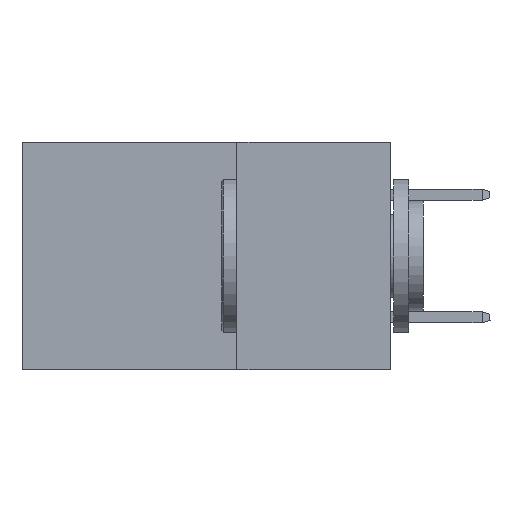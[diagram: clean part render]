
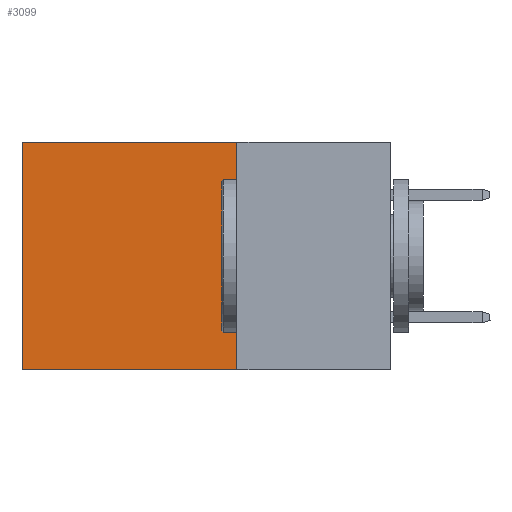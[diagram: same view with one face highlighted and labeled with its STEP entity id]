
A CAD part, left-side view. The second image highlights one B-rep face of the part: STEP entity #3099.
In plain terms, the highlighted planar face has unit normal (-1, 0, 0).
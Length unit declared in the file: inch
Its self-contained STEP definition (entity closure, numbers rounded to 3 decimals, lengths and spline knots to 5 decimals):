
#588 = CARTESIAN_POINT ( 'NONE',  ( 0.2875, 0.25, 0. ) ) ;
#1571 = VERTEX_POINT ( 'NONE', #16572 ) ;
#2199 = CARTESIAN_POINT ( 'NONE',  ( 0.2875, 0.25, 0. ) ) ;
#2361 = ORIENTED_EDGE ( 'NONE', *, *, #7837, .F. ) ;
#2847 = ORIENTED_EDGE ( 'NONE', *, *, #13320, .T. ) ;
#2867 = VECTOR ( 'NONE', #5440, 39.37008 ) ;
#3099 = ADVANCED_FACE ( 'NONE', ( #19615 ), #20589, .F. ) ;
#3774 = EDGE_CURVE ( 'NONE', #14080, #6024, #26334, .T. ) ;
#5440 = DIRECTION ( 'NONE',  ( 0., 0., -1. ) ) ;
#6024 = VERTEX_POINT ( 'NONE', #17013 ) ;
#7837 = EDGE_CURVE ( 'NONE', #16759, #14080, #24637, .T. ) ;
#8346 = LINE ( 'NONE', #24038, #2867 ) ;
#11329 = EDGE_LOOP ( 'NONE', ( #2847, #25124, #2361, #19607 ) ) ;
#12171 = DIRECTION ( 'NONE',  ( 1., 0., 0. ) ) ;
#13320 = EDGE_CURVE ( 'NONE', #1571, #6024, #8346, .T. ) ;
#14080 = VERTEX_POINT ( 'NONE', #20932 ) ;
#14926 = DIRECTION ( 'NONE',  ( 0., 1., 0. ) ) ;
#15900 = EDGE_CURVE ( 'NONE', #16759, #1571, #22021, .T. ) ;
#16572 = CARTESIAN_POINT ( 'NONE',  ( 0.2875, 0.6, 0. ) ) ;
#16759 = VERTEX_POINT ( 'NONE', #2199 ) ;
#17013 = CARTESIAN_POINT ( 'NONE',  ( 0.2875, 0.6, -0.37 ) ) ;
#17043 = CARTESIAN_POINT ( 'NONE',  ( 0.2875, 0.25, 0. ) ) ;
#18073 = DIRECTION ( 'NONE',  ( 0., 0., -1. ) ) ;
#19160 = CARTESIAN_POINT ( 'NONE',  ( 0.2875, 0.25, -0.37 ) ) ;
#19607 = ORIENTED_EDGE ( 'NONE', *, *, #15900, .T. ) ;
#19615 = FACE_OUTER_BOUND ( 'NONE', #11329, .T. ) ;
#19858 = VECTOR ( 'NONE', #23654, 39.37008 ) ;
#20589 = PLANE ( 'NONE',  #24009 ) ;
#20872 = VECTOR ( 'NONE', #25871, 39.37008 ) ;
#20932 = CARTESIAN_POINT ( 'NONE',  ( 0.2875, 0.25, -0.37 ) ) ;
#22021 = LINE ( 'NONE', #588, #25526 ) ;
#22211 = CARTESIAN_POINT ( 'NONE',  ( 0.2875, 0.25, 0. ) ) ;
#23654 = DIRECTION ( 'NONE',  ( 0., 0., -1. ) ) ;
#24009 = AXIS2_PLACEMENT_3D ( 'NONE', #22211, #12171, #18073 ) ;
#24038 = CARTESIAN_POINT ( 'NONE',  ( 0.2875, 0.6, 0. ) ) ;
#24637 = LINE ( 'NONE', #17043, #19858 ) ;
#25124 = ORIENTED_EDGE ( 'NONE', *, *, #3774, .F. ) ;
#25526 = VECTOR ( 'NONE', #14926, 39.37008 ) ;
#25871 = DIRECTION ( 'NONE',  ( 0., 1., 0. ) ) ;
#26334 = LINE ( 'NONE', #19160, #20872 ) ;
